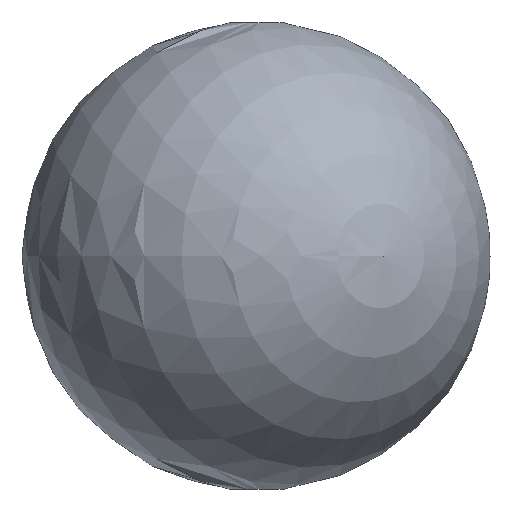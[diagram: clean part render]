
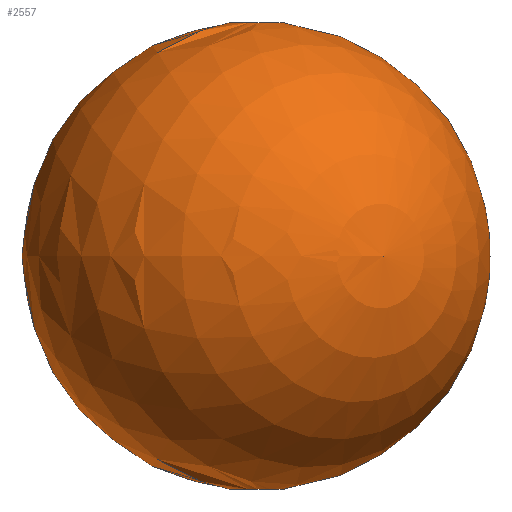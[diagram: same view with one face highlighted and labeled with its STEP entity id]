
A CAD part, left-side view. The second image highlights one B-rep face of the part: STEP entity #2557.
In plain terms, the highlighted spherical face has radius 1173.89 mm.
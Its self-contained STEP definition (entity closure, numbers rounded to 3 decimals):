
#2557 = ADVANCED_FACE ( 'NONE', ( #25786, #71700 ), #13051, .T. ) ;
#5987 = DIRECTION ( 'NONE',  ( 0., 0., -1. ) ) ;
#10387 = CARTESIAN_POINT ( 'NONE',  ( 0., -1166.503, -131.49 ) ) ;
#11437 = AXIS2_PLACEMENT_3D ( 'NONE', #67206, #43252, #5987 ) ;
#12151 = VERTEX_POINT ( 'NONE', #49761 ) ;
#12950 = CIRCLE ( 'NONE', #43148, 131.49 ) ;
#13051 = SPHERICAL_SURFACE ( 'NONE', #52044, 1173.89 ) ;
#14118 = EDGE_CURVE ( 'NONE', #53262, #53262, #12950, .T. ) ;
#14796 = DIRECTION ( 'NONE',  ( 0., -1., 0. ) ) ;
#15068 = DIRECTION ( 'NONE',  ( 0., 0., -1. ) ) ;
#15114 = ORIENTED_EDGE ( 'NONE', *, *, #14118, .F. ) ;
#25786 = FACE_OUTER_BOUND ( 'NONE', #56310, .T. ) ;
#33722 = EDGE_CURVE ( 'NONE', #12151, #12151, #68012, .T. ) ;
#35211 = CARTESIAN_POINT ( 'NONE',  ( 0., 0., 0. ) ) ;
#36225 = ORIENTED_EDGE ( 'NONE', *, *, #33722, .T. ) ;
#40789 = EDGE_LOOP ( 'NONE', ( #15114 ) ) ;
#41504 = DIRECTION ( 'NONE',  ( 1., 0., 0. ) ) ;
#43148 = AXIS2_PLACEMENT_3D ( 'NONE', #53039, #14796, #15068 ) ;
#43252 = DIRECTION ( 'NONE',  ( 0., -1., 0. ) ) ;
#47250 = DIRECTION ( 'NONE',  ( 0., 0., 1. ) ) ;
#49761 = CARTESIAN_POINT ( 'NONE',  ( 0., 1166.503, -131.49 ) ) ;
#52044 = AXIS2_PLACEMENT_3D ( 'NONE', #35211, #47250, #41504 ) ;
#53039 = CARTESIAN_POINT ( 'NONE',  ( 0., -1166.503, 0. ) ) ;
#53262 = VERTEX_POINT ( 'NONE', #10387 ) ;
#56310 = EDGE_LOOP ( 'NONE', ( #36225 ) ) ;
#67206 = CARTESIAN_POINT ( 'NONE',  ( 0., 1166.503, 0. ) ) ;
#68012 = CIRCLE ( 'NONE', #11437, 131.49 ) ;
#71700 = FACE_OUTER_BOUND ( 'NONE', #40789, .T. ) ;
